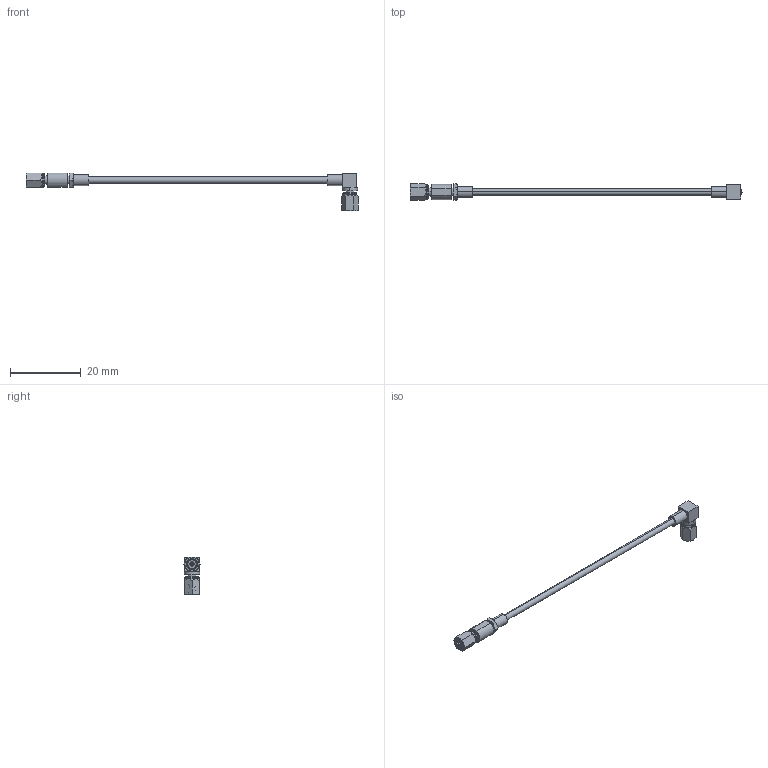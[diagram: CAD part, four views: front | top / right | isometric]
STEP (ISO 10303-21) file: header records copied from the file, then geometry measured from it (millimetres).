
FILE_DESCRIPTION (( 'STEP AP214' ), '1' );
FILE_NAME ('PE3C4455.step', '2020-04-20T15:54:12', ( '' ), ( '' ), 'SwSTEP 2.0', 'SolidWorks 2018', '' );
FILE_SCHEMA (( 'AUTOMOTIVE_DESIGN' ));
Length unit declared in the file: inch
Products named in the file (4): PE45381/FMCN1266(Ticket #1343)___; PE45367___; PE3C4455; RG178BU_3"
Assembly tree (3 placements, depth 2):
  PE3C4455
    PE45367___
    PE45381/FMCN1266(Ticket #1343)___
    RG178BU_3"
Bounding box: 93.77 x 4.58 x 10.69 mm (x, y, z)
Volume: 494.5 mm3; surface area: 1328.6 mm2
Topology: 3 solids, 3 shells, 211 faces, 492 edges, 308 vertices
Faces by surface type: plane 90, cylinder 67, cone 48, bspline 6
Entity records: 7430 total; most frequent: CARTESIAN_POINT 2645, ORIENTED_EDGE 984, DIRECTION 942, EDGE_CURVE 492, AXIS2_PLACEMENT_3D 373, VERTEX_POINT 308, EDGE_LOOP 236, ADVANCED_FACE 211
